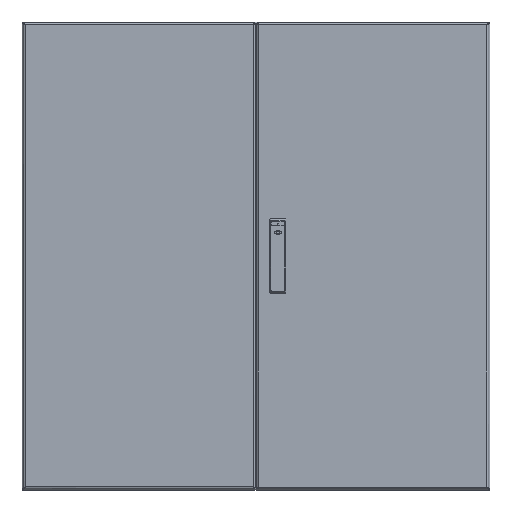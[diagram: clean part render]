
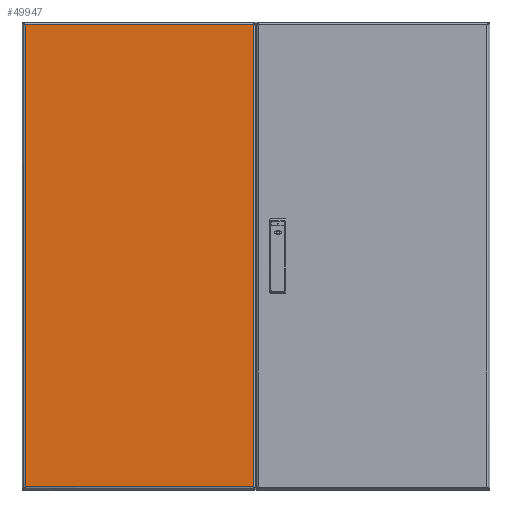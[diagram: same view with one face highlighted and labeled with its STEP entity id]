
A CAD part, top view. The second image highlights one B-rep face of the part: STEP entity #49947.
In plain terms, the highlighted face is planar.
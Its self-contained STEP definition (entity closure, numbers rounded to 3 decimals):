
#42275=CARTESIAN_POINT('',(-244.,10.,-494.));
#42865=DIRECTION('',(1.,0.,0.));
#42866=VECTOR('',#42865,488.);
#42867=CARTESIAN_POINT('',(-244.,10.,-494.));
#42868=LINE('',#42867,#42866);
#42869=DIRECTION('',(0.,0.,-1.));
#42870=VECTOR('',#42869,988.);
#42871=CARTESIAN_POINT('',(-244.,10.,494.));
#42872=LINE('',#42871,#42870);
#42873=DIRECTION('',(0.,0.,-1.));
#42874=VECTOR('',#42873,988.);
#42875=CARTESIAN_POINT('',(244.,10.,494.));
#42876=LINE('',#42875,#42874);
#43695=DIRECTION('',(1.,0.,0.));
#43696=VECTOR('',#43695,488.);
#43697=CARTESIAN_POINT('',(-244.,10.,494.));
#43698=LINE('',#43697,#43696);
#47543=VERTEX_POINT('',#42275);
#47546=CARTESIAN_POINT('',(244.,10.,-494.));
#47547=VERTEX_POINT('',#47546);
#47693=CARTESIAN_POINT('',(-244.,10.,494.));
#47694=VERTEX_POINT('',#47693);
#47695=CARTESIAN_POINT('',(244.,10.,494.));
#47696=VERTEX_POINT('',#47695);
#49934=CARTESIAN_POINT('',(0.,10.,0.));
#49935=DIRECTION('',(0.,1.,0.));
#49936=DIRECTION('',(-1.,0.,0.));
#49937=AXIS2_PLACEMENT_3D('',#49934,#49935,#49936);
#49938=PLANE('',#49937);
#49939=ORIENTED_EDGE('',*,*,#49057,.T.);
#49941=ORIENTED_EDGE('',*,*,#49940,.F.);
#49943=ORIENTED_EDGE('',*,*,#49942,.F.);
#49944=ORIENTED_EDGE('',*,*,#49927,.T.);
#49945=EDGE_LOOP('',(#49939,#49941,#49943,#49944));
#49946=FACE_OUTER_BOUND('',#49945,.F.);
#49947=ADVANCED_FACE('',(#49946),#49938,.T.);
#49057=EDGE_CURVE('',#47543,#47547,#42868,.T.);
#49927=EDGE_CURVE('',#47694,#47543,#42872,.T.);
#49940=EDGE_CURVE('',#47696,#47547,#42876,.T.);
#49942=EDGE_CURVE('',#47694,#47696,#43698,.T.);
